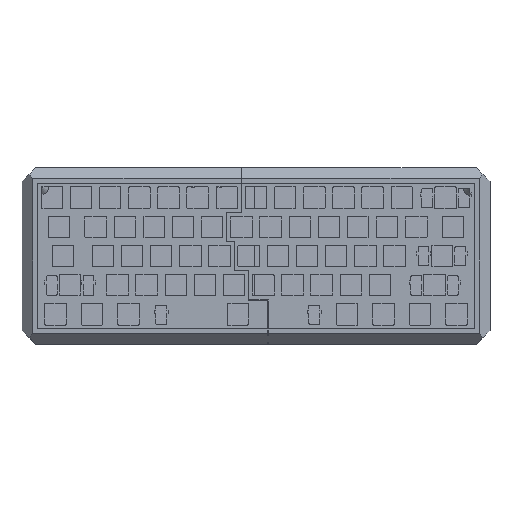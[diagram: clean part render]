
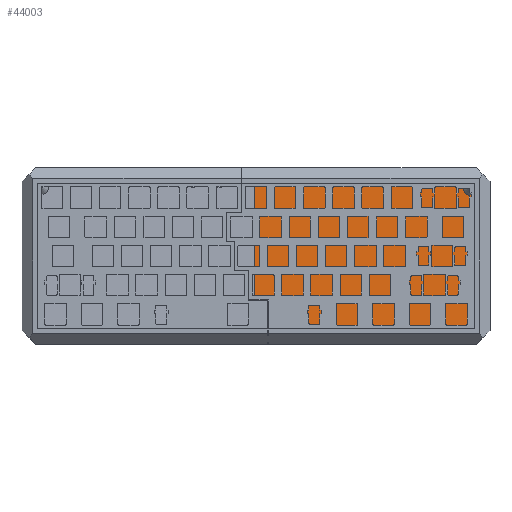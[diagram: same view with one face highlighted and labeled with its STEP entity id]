
A CAD part, top view. The second image highlights one B-rep face of the part: STEP entity #44003.
In plain terms, the highlighted planar face has unit normal (0, 0.035, 0.999).
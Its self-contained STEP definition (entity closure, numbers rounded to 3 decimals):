
#78=ELLIPSE('',#47219,3.002,3.);
#79=ELLIPSE('',#47225,3.002,3.);
#80=ELLIPSE('',#47230,3.002,3.);
#81=ELLIPSE('',#47236,3.002,3.);
#82=ELLIPSE('',#47238,3.002,3.);
#336=FACE_BOUND('',#6432,.T.);
#337=FACE_BOUND('',#6433,.T.);
#338=FACE_BOUND('',#6434,.T.);
#339=FACE_BOUND('',#6435,.T.);
#1436=CIRCLE('',#47209,4.6);
#1438=CIRCLE('',#47212,4.6);
#4095=FACE_OUTER_BOUND('',#6431,.T.);
#6431=EDGE_LOOP('',(#40224,#40225,#40226,#40227,#40228,#40229,#40230,#40231));
#6432=EDGE_LOOP('',(#40232,#40233,#40234,#40235));
#6433=EDGE_LOOP('',(#40236));
#6434=EDGE_LOOP('',(#40237,#40238));
#6435=EDGE_LOOP('',(#40239));
#11624=LINE('',#71509,#16847);
#11632=LINE('',#71534,#16855);
#11634=LINE('',#71537,#16857);
#11637=LINE('',#71557,#16860);
#11642=LINE('',#71581,#16865);
#11645=LINE('',#71591,#16868);
#11652=LINE('',#71816,#16875);
#11660=LINE('',#71951,#16883);
#11661=LINE('',#71952,#16884);
#16847=VECTOR('',#58752,10.);
#16855=VECTOR('',#58774,10.);
#16857=VECTOR('',#58778,10.);
#16860=VECTOR('',#58799,10.);
#16865=VECTOR('',#58826,10.);
#16868=VECTOR('',#58839,10.);
#16875=VECTOR('',#58854,10.);
#16883=VECTOR('',#58868,10.);
#16884=VECTOR('',#58869,10.);
#21088=VERTEX_POINT('',#71506);
#21089=VERTEX_POINT('',#71508);
#21091=VERTEX_POINT('',#71514);
#21094=VERTEX_POINT('',#71521);
#21095=VERTEX_POINT('',#71523);
#21097=VERTEX_POINT('',#71528);
#21099=VERTEX_POINT('',#71532);
#21102=VERTEX_POINT('',#71544);
#21106=VERTEX_POINT('',#71555);
#21107=VERTEX_POINT('',#71556);
#21110=VERTEX_POINT('',#71568);
#21114=VERTEX_POINT('',#71579);
#21115=VERTEX_POINT('',#71580);
#21116=VERTEX_POINT('',#71585);
#21117=VERTEX_POINT('',#71587);
#21135=VERTEX_POINT('',#71950);
#27441=EDGE_CURVE('',#21089,#21088,#11624,.T.);
#27445=EDGE_CURVE('',#21088,#21091,#1436,.T.);
#27448=EDGE_CURVE('',#21095,#21094,#1438,.T.);
#27453=EDGE_CURVE('',#21097,#21099,#11632,.T.);
#27455=EDGE_CURVE('',#21099,#21089,#11634,.T.);
#27458=EDGE_CURVE('',#21102,#21102,#78,.T.);
#27463=EDGE_CURVE('',#21106,#21107,#11637,.T.);
#27466=EDGE_CURVE('',#21107,#21106,#79,.T.);
#27469=EDGE_CURVE('',#21110,#21110,#80,.T.);
#27474=EDGE_CURVE('',#21114,#21115,#11642,.T.);
#27477=EDGE_CURVE('',#21116,#21114,#81,.T.);
#27479=EDGE_CURVE('',#21115,#21117,#82,.T.);
#27480=EDGE_CURVE('',#21117,#21116,#11645,.T.);
#27498=EDGE_CURVE('',#21091,#21095,#11652,.T.);
#27511=EDGE_CURVE('',#21097,#21135,#11660,.T.);
#27512=EDGE_CURVE('',#21094,#21135,#11661,.T.);
#40224=ORIENTED_EDGE('',*,*,#27511,.F.);
#40225=ORIENTED_EDGE('',*,*,#27453,.T.);
#40226=ORIENTED_EDGE('',*,*,#27455,.T.);
#40227=ORIENTED_EDGE('',*,*,#27441,.T.);
#40228=ORIENTED_EDGE('',*,*,#27445,.T.);
#40229=ORIENTED_EDGE('',*,*,#27498,.T.);
#40230=ORIENTED_EDGE('',*,*,#27448,.T.);
#40231=ORIENTED_EDGE('',*,*,#27512,.T.);
#40232=ORIENTED_EDGE('',*,*,#27479,.T.);
#40233=ORIENTED_EDGE('',*,*,#27480,.T.);
#40234=ORIENTED_EDGE('',*,*,#27477,.T.);
#40235=ORIENTED_EDGE('',*,*,#27474,.T.);
#40236=ORIENTED_EDGE('',*,*,#27458,.T.);
#40237=ORIENTED_EDGE('',*,*,#27466,.T.);
#40238=ORIENTED_EDGE('',*,*,#27463,.T.);
#40239=ORIENTED_EDGE('',*,*,#27469,.T.);
#41907=PLANE('',#47246);
#44003=ADVANCED_FACE('',(#4095,#336,#337,#338,#339),#41907,.F.);
#47209=AXIS2_PLACEMENT_3D('',#71516,#58759,#58760);
#47212=AXIS2_PLACEMENT_3D('',#71524,#58766,#58767);
#47219=AXIS2_PLACEMENT_3D('',#71545,#58787,#58788);
#47225=AXIS2_PLACEMENT_3D('',#71561,#58804,#58805);
#47230=AXIS2_PLACEMENT_3D('',#71569,#58814,#58815);
#47236=AXIS2_PLACEMENT_3D('',#71586,#58831,#58832);
#47238=AXIS2_PLACEMENT_3D('',#71589,#58835,#58836);
#47246=AXIS2_PLACEMENT_3D('',#71949,#58866,#58867);
#58752=DIRECTION('',(1.,0.,0.));
#58759=DIRECTION('center_axis',(0.,-0.035,-0.999));
#58760=DIRECTION('ref_axis',(1.,0.,0.));
#58766=DIRECTION('center_axis',(0.,-0.035,-0.999));
#58767=DIRECTION('ref_axis',(1.,0.,0.));
#58774=DIRECTION('',(1.,0.,0.));
#58778=DIRECTION('',(0.,0.999,-0.035));
#58787=DIRECTION('center_axis',(0.,-0.035,
-0.999));
#58788=DIRECTION('ref_axis',(0.,-0.999,0.035));
#58799=DIRECTION('',(0.,-0.999,0.035));
#58804=DIRECTION('center_axis',(0.,-0.035,
-0.999));
#58805=DIRECTION('ref_axis',(0.,-0.999,0.035));
#58814=DIRECTION('center_axis',(0.,-0.035,
-0.999));
#58815=DIRECTION('ref_axis',(0.,-0.999,0.035));
#58826=DIRECTION('',(0.,-0.999,0.035));
#58831=DIRECTION('center_axis',(0.,-0.035,
-0.999));
#58832=DIRECTION('ref_axis',(0.,-0.999,0.035));
#58835=DIRECTION('center_axis',(0.,-0.035,
-0.999));
#58836=DIRECTION('ref_axis',(0.,-0.999,0.035));
#58839=DIRECTION('',(1.,0.,0.));
#58854=DIRECTION('',(0.,0.999,-0.035));
#58866=DIRECTION('center_axis',(0.,-0.035,
-0.999));
#58867=DIRECTION('ref_axis',(1.,0.,0.));
#58868=DIRECTION('',(0.,0.999,-0.035));
#58869=DIRECTION('',(-1.,0.,0.));
#71506=CARTESIAN_POINT('',(281.155,-95.208,-18.37));
#71508=CARTESIAN_POINT('',(150.791,-95.208,-18.37));
#71509=CARTESIAN_POINT('',(281.255,-95.208,-18.37));
#71514=CARTESIAN_POINT('',(285.65,-90.82,-18.523));
#71516=CARTESIAN_POINT('Origin',(285.75,-95.416,-18.362));
#71521=CARTESIAN_POINT('',(279.621,-0.296,-21.684));
#71523=CARTESIAN_POINT('',(285.65,-7.165,-21.444));
#71524=CARTESIAN_POINT('Origin',(283.021,-3.393,-21.576));
#71528=CARTESIAN_POINT('',(142.1,-95.308,-18.366));
#71532=CARTESIAN_POINT('',(150.791,-95.308,-18.366));
#71534=CARTESIAN_POINT('',(4.447,-95.308,-18.366));
#71537=CARTESIAN_POINT('',(150.791,-101.872,-18.137));
#71544=CARTESIAN_POINT('',(168.409,-18.327,-21.055));
#71545=CARTESIAN_POINT('Origin',(171.409,-18.327,-21.055));
#71555=CARTESIAN_POINT('',(285.202,-18.801,-21.038));
#71556=CARTESIAN_POINT('',(285.202,-22.149,-20.921));
#71557=CARTESIAN_POINT('',(285.202,-33.409,-20.528));
#71561=CARTESIAN_POINT('Origin',(282.712,-20.475,-20.979));
#71568=CARTESIAN_POINT('',(156.665,-89.124,-18.582));
#71569=CARTESIAN_POINT('Origin',(159.665,-89.124,-18.582));
#71579=CARTESIAN_POINT('',(285.299,-66.445,-19.374));
#71580=CARTESIAN_POINT('',(285.299,-69.486,-19.268));
#71581=CARTESIAN_POINT('',(285.299,-57.202,-19.697));
#71585=CARTESIAN_POINT('',(284.686,-65.706,-19.4));
#71586=CARTESIAN_POINT('Origin',(282.712,-67.966,-19.321));
#71587=CARTESIAN_POINT('',(280.739,-65.706,-19.4));
#71589=CARTESIAN_POINT('Origin',(282.712,-67.966,-19.321));
#71591=CARTESIAN_POINT('',(142.855,-65.706,-19.4));
#71816=CARTESIAN_POINT('',(285.65,-90.919,-18.52));
#71949=CARTESIAN_POINT('Origin',(142.875,-47.802,-20.025));
#71950=CARTESIAN_POINT('',(142.1,-0.296,-21.684));
#71951=CARTESIAN_POINT('',(142.1,-47.832,-20.024));
#71952=CARTESIAN_POINT('',(279.934,-0.296,-21.684));
